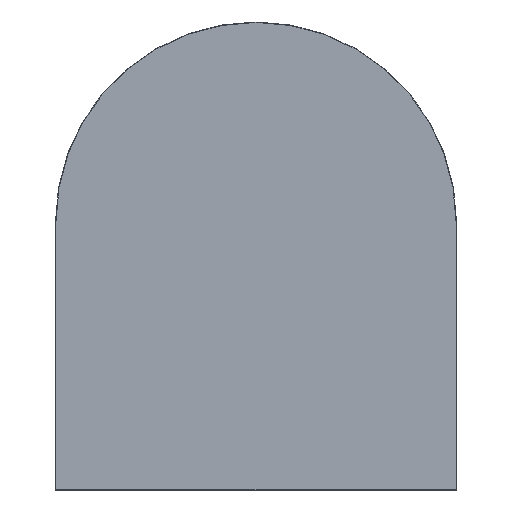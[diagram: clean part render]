
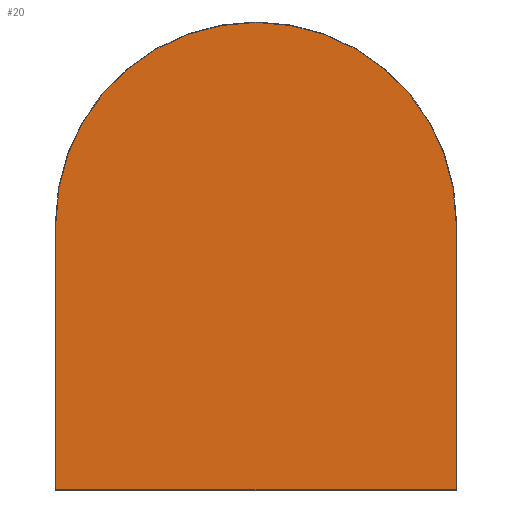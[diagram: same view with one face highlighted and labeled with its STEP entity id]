
A CAD part, top view. The second image highlights one B-rep face of the part: STEP entity #20.
In plain terms, the highlighted planar face has unit normal (0, 0, 1).
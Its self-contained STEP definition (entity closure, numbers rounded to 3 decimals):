
#4 = ORIENTED_EDGE ( 'NONE', *, *, #41, .T. ) ;
#19 = CARTESIAN_POINT ( 'NONE',  ( -450., -525., 5. ) ) ;
#20 = ADVANCED_FACE ( 'NONE', ( #52 ), #192, .F. ) ;
#25 = DIRECTION ( 'NONE',  ( 0., 0., 1. ) ) ;
#37 = AXIS2_PLACEMENT_3D ( 'NONE', #139, #143, #212 ) ;
#38 = DIRECTION ( 'NONE',  ( 1., 0., 0. ) ) ;
#41 = EDGE_CURVE ( 'NONE', #255, #269, #245, .T. ) ;
#45 = VECTOR ( 'NONE', #206, 1000. ) ;
#50 = CARTESIAN_POINT ( 'NONE',  ( 0., 75., 5. ) ) ;
#52 = FACE_OUTER_BOUND ( 'NONE', #214, .T. ) ;
#64 = ORIENTED_EDGE ( 'NONE', *, *, #233, .T. ) ;
#68 = CIRCLE ( 'NONE', #98, 449. ) ;
#98 = AXIS2_PLACEMENT_3D ( 'NONE', #50, #25, #254 ) ;
#109 = LINE ( 'NONE', #229, #45 ) ;
#113 = CARTESIAN_POINT ( 'NONE',  ( 449., 75., 5. ) ) ;
#115 = VERTEX_POINT ( 'NONE', #258 ) ;
#137 = CARTESIAN_POINT ( 'NONE',  ( 449., -525., 5. ) ) ;
#139 = CARTESIAN_POINT ( 'NONE',  ( 0., 75., 5. ) ) ;
#143 = DIRECTION ( 'NONE',  ( 0., 0., -1. ) ) ;
#156 = VECTOR ( 'NONE', #38, 1000. ) ;
#178 = CARTESIAN_POINT ( 'NONE',  ( -449., -525., 5. ) ) ;
#179 = ORIENTED_EDGE ( 'NONE', *, *, #263, .T. ) ;
#180 = VECTOR ( 'NONE', #251, 1000. ) ;
#189 = LINE ( 'NONE', #231, #180 ) ;
#192 = PLANE ( 'NONE',  #37 ) ;
#195 = ORIENTED_EDGE ( 'NONE', *, *, #281, .T. ) ;
#206 = DIRECTION ( 'NONE',  ( 0., 1., 0. ) ) ;
#211 = VERTEX_POINT ( 'NONE', #113 ) ;
#212 = DIRECTION ( 'NONE',  ( -1., 0., 0. ) ) ;
#214 = EDGE_LOOP ( 'NONE', ( #4, #195, #64, #179 ) ) ;
#229 = CARTESIAN_POINT ( 'NONE',  ( 449., 75., 5. ) ) ;
#231 = CARTESIAN_POINT ( 'NONE',  ( -449., 75., 5. ) ) ;
#233 = EDGE_CURVE ( 'NONE', #211, #115, #68, .T. ) ;
#245 = LINE ( 'NONE', #19, #156 ) ;
#251 = DIRECTION ( 'NONE',  ( 0., -1., 0. ) ) ;
#254 = DIRECTION ( 'NONE',  ( -1., 0., 0. ) ) ;
#255 = VERTEX_POINT ( 'NONE', #178 ) ;
#258 = CARTESIAN_POINT ( 'NONE',  ( -449., 75., 5. ) ) ;
#263 = EDGE_CURVE ( 'NONE', #115, #255, #189, .T. ) ;
#269 = VERTEX_POINT ( 'NONE', #137 ) ;
#281 = EDGE_CURVE ( 'NONE', #269, #211, #109, .T. ) ;
